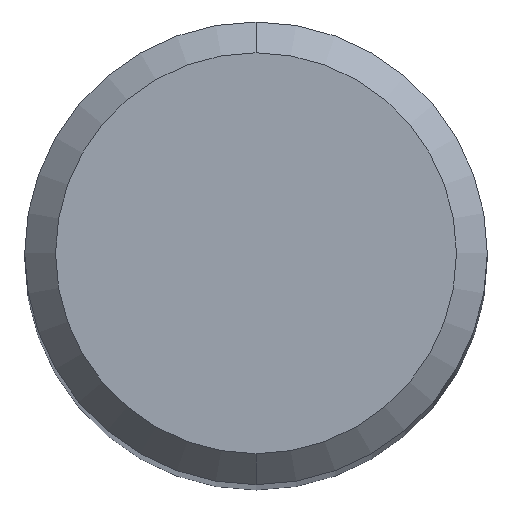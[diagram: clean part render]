
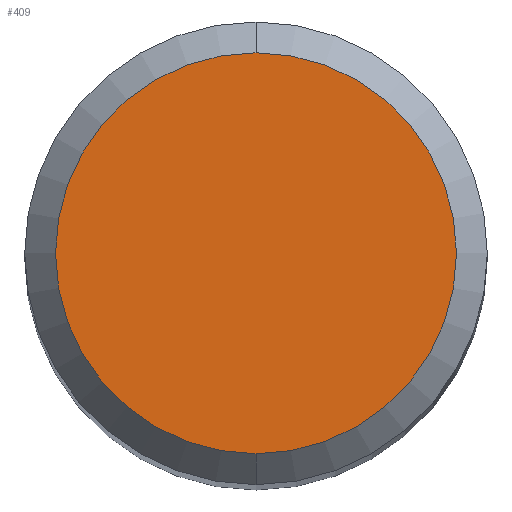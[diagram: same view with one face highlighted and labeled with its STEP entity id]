
A CAD part, top view. The second image highlights one B-rep face of the part: STEP entity #409.
In plain terms, the highlighted planar face has unit normal (0, 0, 1).
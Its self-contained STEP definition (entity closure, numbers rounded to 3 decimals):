
#277=EDGE_CURVE('',#357,#319,#578,.T.);
#319=VERTEX_POINT('',#624);
#351=EDGE_CURVE('',#319,#357,#658,.T.);
#357=VERTEX_POINT('',#664);
#409=ADVANCED_FACE('',(#721),#722,.T.);
#578=CIRCLE('',#1039,2.6);
#624=CARTESIAN_POINT('',(0.0,2.6,39.221));
#658=CIRCLE('',#1213,2.6);
#664=CARTESIAN_POINT('',(0.,-2.6,39.221));
#721=FACE_OUTER_BOUND('',#1345,.T.);
#722=PLANE('',#1346);
#1039=AXIS2_PLACEMENT_3D('',#1533,#1534,#1535);
#1213=AXIS2_PLACEMENT_3D('',#1608,#1609,#1610);
#1345=EDGE_LOOP('',(#1670,#1671));
#1346=AXIS2_PLACEMENT_3D('',#1672,#1673,#1674);
#1533=CARTESIAN_POINT('',(0.0,0.0,39.221));
#1534=DIRECTION('',(0.0,0.0,-1.0));
#1535=DIRECTION('',(0.0,1.0,0.0));
#1608=CARTESIAN_POINT('',(0.0,0.0,39.221));
#1609=DIRECTION('',(0.0,0.0,-1.0));
#1610=DIRECTION('',(0.0,1.0,0.0));
#1670=ORIENTED_EDGE('',*,*,#351,.F.);
#1671=ORIENTED_EDGE('',*,*,#277,.F.);
#1672=CARTESIAN_POINT('',(0.0,1.3,39.221));
#1673=DIRECTION('',(-0.0,0.0,1.0));
#1674=DIRECTION('',(0.0,-1.0,0.0));
